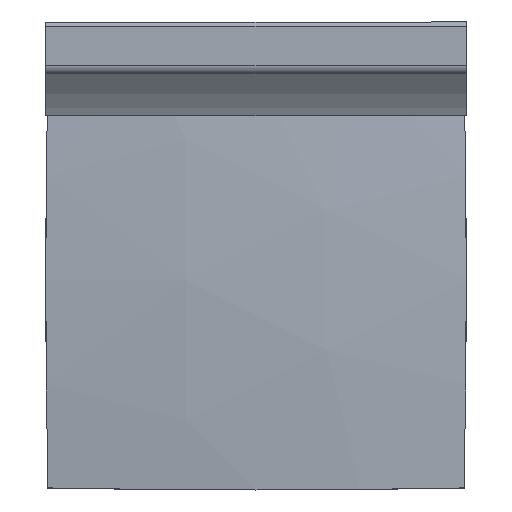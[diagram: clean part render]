
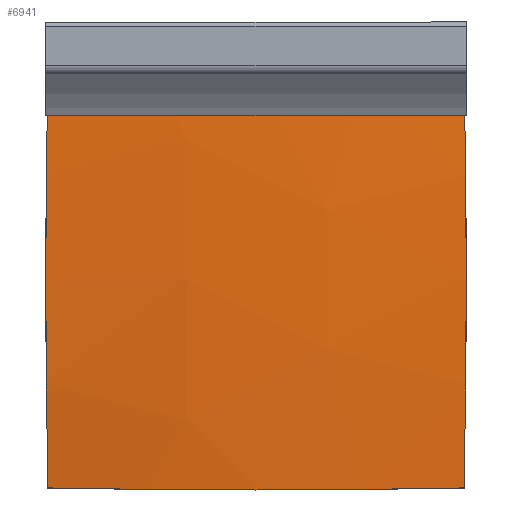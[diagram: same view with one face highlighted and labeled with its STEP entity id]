
A CAD part, top view. The second image highlights one B-rep face of the part: STEP entity #6941.
In plain terms, the highlighted spherical face has radius 3830.6 mm.
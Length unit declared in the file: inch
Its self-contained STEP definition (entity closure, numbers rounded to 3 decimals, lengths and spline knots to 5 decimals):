
#308=SPHERICAL_SURFACE('',#7590,150.81084);
#1103=FACE_OUTER_BOUND('',#1640,.T.);
#1640=EDGE_LOOP('',(#4733,#4734,#4735,#4736,#4737,#4738,#4739,#4740));
#2252=B_SPLINE_CURVE_WITH_KNOTS('',3,(#10482,#10483,#10484,#10485),
 .UNSPECIFIED.,.F.,.F.,(4,4),(-30.84293,0.),.UNSPECIFIED.);
#2253=B_SPLINE_CURVE_WITH_KNOTS('',3,(#10487,#10488,#10489,#10490,#10491,
#10492),.UNSPECIFIED.,.F.,.F.,(4,2,4),(-61.68559,-31.14724,
-30.84293),.UNSPECIFIED.);
#2254=B_SPLINE_CURVE_WITH_KNOTS('',3,(#10498,#10499,#10500,#10501),
 .UNSPECIFIED.,.F.,.F.,(4,4),(-30.84293,0.),.UNSPECIFIED.);
#2255=B_SPLINE_CURVE_WITH_KNOTS('',3,(#10502,#10503,#10504,#10505,#10506,
#10507),.UNSPECIFIED.,.F.,.F.,(4,2,4),(-61.68559,-31.14725,
-30.84293),.UNSPECIFIED.);
#2256=B_SPLINE_CURVE_WITH_KNOTS('',3,(#10513,#10514,#10515,#10516),
 .UNSPECIFIED.,.F.,.F.,(4,4),(-30.84294,0.),.UNSPECIFIED.);
#2257=B_SPLINE_CURVE_WITH_KNOTS('',3,(#10517,#10518,#10519,#10520,#10521,
#10522),.UNSPECIFIED.,.F.,.F.,(4,2,4),(-61.68559,-31.15137,
-30.84294),.UNSPECIFIED.);
#2258=B_SPLINE_CURVE_WITH_KNOTS('',3,(#10525,#10526,#10527,#10528),
 .UNSPECIFIED.,.F.,.F.,(4,4),(-30.84294,0.),.UNSPECIFIED.);
#2259=B_SPLINE_CURVE_WITH_KNOTS('',3,(#10529,#10530,#10531,#10532,#10533,
#10534),.UNSPECIFIED.,.F.,.F.,(4,2,4),(-61.68559,-31.15422,
-30.84294),.UNSPECIFIED.);
#3057=VERTEX_POINT('',#10479);
#3058=VERTEX_POINT('',#10481);
#3059=VERTEX_POINT('',#10486);
#3060=VERTEX_POINT('',#10495);
#3061=VERTEX_POINT('',#10497);
#3062=VERTEX_POINT('',#10510);
#3063=VERTEX_POINT('',#10512);
#3064=VERTEX_POINT('',#10524);
#3652=EDGE_CURVE('',#3058,#3057,#2252,.T.);
#3653=EDGE_CURVE('',#3059,#3058,#2253,.T.);
#3656=EDGE_CURVE('',#3061,#3060,#2254,.T.);
#3657=EDGE_CURVE('',#3057,#3061,#2255,.T.);
#3659=EDGE_CURVE('',#3063,#3062,#2256,.T.);
#3660=EDGE_CURVE('',#3060,#3063,#2257,.T.);
#3661=EDGE_CURVE('',#3064,#3059,#2258,.T.);
#3662=EDGE_CURVE('',#3062,#3064,#2259,.T.);
#4733=ORIENTED_EDGE('',*,*,#3661,.T.);
#4734=ORIENTED_EDGE('',*,*,#3653,.T.);
#4735=ORIENTED_EDGE('',*,*,#3652,.T.);
#4736=ORIENTED_EDGE('',*,*,#3657,.T.);
#4737=ORIENTED_EDGE('',*,*,#3656,.T.);
#4738=ORIENTED_EDGE('',*,*,#3660,.T.);
#4739=ORIENTED_EDGE('',*,*,#3659,.T.);
#4740=ORIENTED_EDGE('',*,*,#3662,.T.);
#6941=ADVANCED_FACE('',(#1103),#308,.T.);
#7590=AXIS2_PLACEMENT_3D('',#10535,#8477,#8478);
#8477=DIRECTION('center_axis',(1.,0.,0.));
#8478=DIRECTION('ref_axis',(0.,1.,0.));
#10479=CARTESIAN_POINT('',(12.12746,12.12746,3.51994));
#10481=CARTESIAN_POINT('',(12.25,0.,4.));
#10482=CARTESIAN_POINT('Ctrl Pts',(12.25,0.,
4.));
#10483=CARTESIAN_POINT('Ctrl Pts',(12.25,4.04759,4.));
#10484=CARTESIAN_POINT('Ctrl Pts',(12.20899,8.09332,3.83986));
#10485=CARTESIAN_POINT('Ctrl Pts',(12.12746,12.12746,3.51994));
#10486=CARTESIAN_POINT('',(12.12746,-12.12746,3.51994));
#10487=CARTESIAN_POINT('Ctrl Pts',(12.12746,-12.12746,3.51994));
#10488=CARTESIAN_POINT('Ctrl Pts',(12.20819,-8.13316,3.8367));
#10489=CARTESIAN_POINT('Ctrl Pts',(12.24919,-4.12746,3.99682));
#10490=CARTESIAN_POINT('Ctrl Pts',(12.25,-0.07987,
3.99998));
#10491=CARTESIAN_POINT('Ctrl Pts',(12.25,-0.03993,
4.));
#10492=CARTESIAN_POINT('Ctrl Pts',(12.25,0.,
4.));
#10495=CARTESIAN_POINT('',(-12.12746,12.12746,3.51994));
#10497=CARTESIAN_POINT('',(0.,12.25,4.));
#10498=CARTESIAN_POINT('Ctrl Pts',(0.,12.25,4.));
#10499=CARTESIAN_POINT('Ctrl Pts',(-4.04759,12.25,4.));
#10500=CARTESIAN_POINT('Ctrl Pts',(-8.09332,12.20899,3.83986));
#10501=CARTESIAN_POINT('Ctrl Pts',(-12.12746,12.12746,3.51994));
#10502=CARTESIAN_POINT('Ctrl Pts',(12.12746,12.12746,3.51994));
#10503=CARTESIAN_POINT('Ctrl Pts',(8.13316,12.20819,3.8367));
#10504=CARTESIAN_POINT('Ctrl Pts',(4.12747,12.24919,3.99682));
#10505=CARTESIAN_POINT('Ctrl Pts',(0.07987,12.25,3.99998));
#10506=CARTESIAN_POINT('Ctrl Pts',(0.03994,12.25,
4.));
#10507=CARTESIAN_POINT('Ctrl Pts',(0.,12.25,
4.));
#10510=CARTESIAN_POINT('',(-12.12746,-12.12746,3.51994));
#10512=CARTESIAN_POINT('',(-12.25,0.,4.));
#10513=CARTESIAN_POINT('Ctrl Pts',(-12.25,0.,
4.));
#10514=CARTESIAN_POINT('Ctrl Pts',(-12.25,-4.04759,
4.));
#10515=CARTESIAN_POINT('Ctrl Pts',(-12.20899,-8.09332,
3.83986));
#10516=CARTESIAN_POINT('Ctrl Pts',(-12.12746,-12.12746,3.51994));
#10517=CARTESIAN_POINT('Ctrl Pts',(-12.12746,12.12746,3.51994));
#10518=CARTESIAN_POINT('Ctrl Pts',(-12.20818,8.1337,3.83666));
#10519=CARTESIAN_POINT('Ctrl Pts',(-12.24918,4.12854,3.99678));
#10520=CARTESIAN_POINT('Ctrl Pts',(-12.25,0.08095,
3.99998));
#10521=CARTESIAN_POINT('Ctrl Pts',(-12.25,0.04048,
4.));
#10522=CARTESIAN_POINT('Ctrl Pts',(-12.25,0.,
4.));
#10524=CARTESIAN_POINT('',(0.,-12.25,4.));
#10525=CARTESIAN_POINT('Ctrl Pts',(0.,-12.25,
4.));
#10526=CARTESIAN_POINT('Ctrl Pts',(4.04759,-12.25,4.));
#10527=CARTESIAN_POINT('Ctrl Pts',(8.09332,-12.20899,3.83986));
#10528=CARTESIAN_POINT('Ctrl Pts',(12.12746,-12.12746,3.51994));
#10529=CARTESIAN_POINT('Ctrl Pts',(-12.12746,-12.12746,3.51994));
#10530=CARTESIAN_POINT('Ctrl Pts',(-8.13407,-12.20817,
3.83663));
#10531=CARTESIAN_POINT('Ctrl Pts',(-4.12929,-12.24917,
3.99675));
#10532=CARTESIAN_POINT('Ctrl Pts',(-0.0817,-12.25,
3.99998));
#10533=CARTESIAN_POINT('Ctrl Pts',(-0.04085,-12.25,
4.));
#10534=CARTESIAN_POINT('Ctrl Pts',(0.,-12.25,
4.));
#10535=CARTESIAN_POINT('Origin',(0.,0.,
-146.3125));
